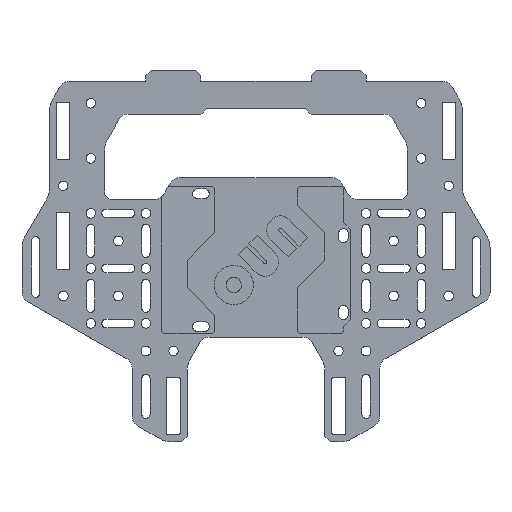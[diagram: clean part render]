
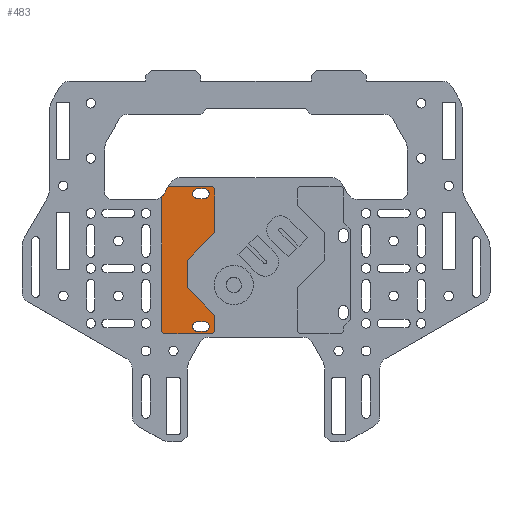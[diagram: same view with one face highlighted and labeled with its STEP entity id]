
A CAD part, top view. The second image highlights one B-rep face of the part: STEP entity #483.
In plain terms, the highlighted planar face has unit normal (0, 0, 1).
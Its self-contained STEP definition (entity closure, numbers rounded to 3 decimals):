
#483=ADVANCED_FACE('',(#1434,#1436,#1438),#1440,.T.);
#1434=FACE_BOUND('',#1435,.T.);
#1435=EDGE_LOOP('',(#4132,#4133,#4134,#4135,#4136,#4137,#4138,#4139,#4140,#4141,
#4142,#4143,#4144));
#1436=FACE_BOUND('',#1437,.T.);
#1437=EDGE_LOOP('',(#4145,#4146,#4147,#4148));
#1438=FACE_BOUND('',#1439,.T.);
#1439=EDGE_LOOP('',(#4149,#4150,#4151,#4152));
#1440=PLANE('',#1441);
#1441=AXIS2_PLACEMENT_3D('',#1442,#1443,#1444);
#1442=CARTESIAN_POINT('',(0.,3.,1.8));
#1443=DIRECTION('',(0.,0.,1.));
#1444=DIRECTION('',(0.,-1.,0.));
#4132=ORIENTED_EDGE('',*,*,#5135,.F.);
#4133=ORIENTED_EDGE('',*,*,#5807,.T.);
#4134=ORIENTED_EDGE('',*,*,#5694,.T.);
#4135=ORIENTED_EDGE('',*,*,#5806,.T.);
#4136=ORIENTED_EDGE('',*,*,#5691,.T.);
#4137=ORIENTED_EDGE('',*,*,#5805,.T.);
#4138=ORIENTED_EDGE('',*,*,#5803,.T.);
#4139=ORIENTED_EDGE('',*,*,#5801,.T.);
#4140=ORIENTED_EDGE('',*,*,#5799,.T.);
#4141=ORIENTED_EDGE('',*,*,#5797,.T.);
#4142=ORIENTED_EDGE('',*,*,#5688,.T.);
#4143=ORIENTED_EDGE('',*,*,#5796,.T.);
#4144=ORIENTED_EDGE('',*,*,#5129,.F.);
#4145=ORIENTED_EDGE('',*,*,#5808,.F.);
#4146=ORIENTED_EDGE('',*,*,#5809,.F.);
#4147=ORIENTED_EDGE('',*,*,#5810,.F.);
#4148=ORIENTED_EDGE('',*,*,#5811,.F.);
#4149=ORIENTED_EDGE('',*,*,#5812,.F.);
#4150=ORIENTED_EDGE('',*,*,#5813,.F.);
#4151=ORIENTED_EDGE('',*,*,#5814,.F.);
#4152=ORIENTED_EDGE('',*,*,#5815,.F.);
#5129=EDGE_CURVE('',#6037,#6038,#6039,.T.);
#5135=EDGE_CURVE('',#6049,#6037,#6050,.F.);
#5688=EDGE_CURVE('',#7147,#7145,#7148,.F.);
#5691=EDGE_CURVE('',#7152,#7150,#7153,.F.);
#5694=EDGE_CURVE('',#7157,#7155,#7158,.F.);
#5796=EDGE_CURVE('',#7145,#6038,#7308,.T.);
#5797=EDGE_CURVE('',#7309,#7147,#7310,.T.);
#5799=EDGE_CURVE('',#7312,#7309,#7313,.T.);
#5801=EDGE_CURVE('',#7315,#7312,#7316,.T.);
#5803=EDGE_CURVE('',#7318,#7315,#7319,.T.);
#5805=EDGE_CURVE('',#7150,#7318,#7321,.T.);
#5806=EDGE_CURVE('',#7155,#7152,#7322,.T.);
#5807=EDGE_CURVE('',#6049,#7157,#7323,.T.);
#5808=EDGE_CURVE('',#7324,#7325,#7326,.F.);
#5809=EDGE_CURVE('',#7327,#7324,#7328,.T.);
#5810=EDGE_CURVE('',#7329,#7327,#7330,.F.);
#5811=EDGE_CURVE('',#7325,#7329,#7331,.T.);
#5812=EDGE_CURVE('',#7332,#7333,#7334,.F.);
#5813=EDGE_CURVE('',#7335,#7332,#7336,.T.);
#5814=EDGE_CURVE('',#7337,#7335,#7338,.F.);
#5815=EDGE_CURVE('',#7333,#7337,#7339,.T.);
#6037=VERTEX_POINT('',#7569);
#6038=VERTEX_POINT('',#7570);
#6039=LINE('',#7571,#7572);
#6049=VERTEX_POINT('',#7593);
#6050=CIRCLE('',#7594,4.);
#7145=VERTEX_POINT('',#10034);
#7147=VERTEX_POINT('',#10038);
#7148=LINE('',#10039,#10040);
#7150=VERTEX_POINT('',#10045);
#7152=VERTEX_POINT('',#10049);
#7153=LINE('',#10050,#10051);
#7155=VERTEX_POINT('',#10056);
#7157=VERTEX_POINT('',#10060);
#7158=LINE('',#10061,#10062);
#7308=LINE('',#10415,#10416);
#7309=VERTEX_POINT('',#10418);
#7310=LINE('',#10419,#10420);
#7312=VERTEX_POINT('',#10425);
#7313=LINE('',#10426,#10427);
#7315=VERTEX_POINT('',#10432);
#7316=LINE('',#10433,#10434);
#7318=VERTEX_POINT('',#10439);
#7319=LINE('',#10440,#10441);
#7321=LINE('',#10446,#10447);
#7322=LINE('',#10449,#10450);
#7323=LINE('',#10452,#10453);
#7324=VERTEX_POINT('',#10455);
#7325=VERTEX_POINT('',#10456);
#7326=LINE('',#10457,#10458);
#7327=VERTEX_POINT('',#10460);
#7328=CIRCLE('',#10461,1.75);
#7329=VERTEX_POINT('',#10465);
#7330=LINE('',#10466,#10467);
#7331=CIRCLE('',#10469,1.75);
#7332=VERTEX_POINT('',#10473);
#7333=VERTEX_POINT('',#10474);
#7334=LINE('',#10475,#10476);
#7335=VERTEX_POINT('',#10478);
#7336=CIRCLE('',#10479,1.75);
#7337=VERTEX_POINT('',#10483);
#7338=LINE('',#10484,#10485);
#7339=CIRCLE('',#10487,1.75);
#7569=CARTESIAN_POINT('',(-33.464,27.,1.8));
#7570=CARTESIAN_POINT('',(-31.923,29.67,1.8));
#7571=CARTESIAN_POINT('',(-33.464,27.,1.8));
#7572=VECTOR('',#7573,1.);
#7573=DIRECTION('',(0.5,0.866,0.));
#7593=CARTESIAN_POINT('',(-34.29,25.993,1.8));
#7594=AXIS2_PLACEMENT_3D('',#7595,#7596,#7597);
#7595=CARTESIAN_POINT('',(-36.928,29.,1.8));
#7596=DIRECTION('',(0.,0.,-1.));
#7597=DIRECTION('',(0.866,-0.5,0.));
#10034=CARTESIAN_POINT('',(-15.8,29.67,1.8));
#10038=CARTESIAN_POINT('',(-15.,28.87,1.8));
#10039=CARTESIAN_POINT('',(-15.8,29.67,1.8));
#10040=VECTOR('',#10041,1.);
#10041=DIRECTION('',(0.707,-0.707,0.));
#10045=CARTESIAN_POINT('',(-15.,-22.87,1.8));
#10049=CARTESIAN_POINT('',(-15.8,-23.67,1.8));
#10050=CARTESIAN_POINT('',(-15.,-22.87,1.8));
#10051=VECTOR('',#10052,1.);
#10052=DIRECTION('',(-0.707,-0.707,0.));
#10056=CARTESIAN_POINT('',(-33.49,-23.67,1.8));
#10060=CARTESIAN_POINT('',(-34.29,-22.87,1.8));
#10061=CARTESIAN_POINT('',(-33.49,-23.67,1.8));
#10062=VECTOR('',#10063,1.);
#10063=DIRECTION('',(-0.707,0.707,0.));
#10415=CARTESIAN_POINT('',(-15.8,29.67,1.8));
#10416=VECTOR('',#10417,1.);
#10417=DIRECTION('',(-1.,0.,0.));
#10418=CARTESIAN_POINT('',(-15.,13.,1.8));
#10419=CARTESIAN_POINT('',(-15.,13.,1.8));
#10420=VECTOR('',#10421,1.);
#10421=DIRECTION('',(0.,1.,0.));
#10425=CARTESIAN_POINT('',(-25.,3.,1.8));
#10426=CARTESIAN_POINT('',(-25.,3.,1.8));
#10427=VECTOR('',#10428,1.);
#10428=DIRECTION('',(0.707,0.707,0.));
#10432=CARTESIAN_POINT('',(-25.,-7.,1.8));
#10433=CARTESIAN_POINT('',(-25.,-7.,1.8));
#10434=VECTOR('',#10435,1.);
#10435=DIRECTION('',(0.,1.,0.));
#10439=CARTESIAN_POINT('',(-15.,-17.,1.8));
#10440=CARTESIAN_POINT('',(-15.,-17.,1.8));
#10441=VECTOR('',#10442,1.);
#10442=DIRECTION('',(-0.707,0.707,0.));
#10446=CARTESIAN_POINT('',(-15.,-22.87,1.8));
#10447=VECTOR('',#10448,1.);
#10448=DIRECTION('',(0.,1.,0.));
#10449=CARTESIAN_POINT('',(-33.49,-23.67,1.8));
#10450=VECTOR('',#10451,1.);
#10451=DIRECTION('',(1.,0.,0.));
#10452=CARTESIAN_POINT('',(-34.29,25.993,1.8));
#10453=VECTOR('',#10454,1.);
#10454=DIRECTION('',(0.,-1.,0.));
#10455=CARTESIAN_POINT('',(-18.75,-19.38,1.8));
#10456=CARTESIAN_POINT('',(-21.25,-19.38,1.8));
#10457=CARTESIAN_POINT('',(-21.25,-19.38,1.8));
#10458=VECTOR('',#10459,1.);
#10459=DIRECTION('',(1.,0.,0.));
#10460=CARTESIAN_POINT('',(-18.75,-22.88,1.8));
#10461=AXIS2_PLACEMENT_3D('',#10462,#10463,#10464);
#10462=CARTESIAN_POINT('',(-18.75,-21.13,1.8));
#10463=DIRECTION('',(0.,0.,1.));
#10464=DIRECTION('',(0.,-1.,0.));
#10465=CARTESIAN_POINT('',(-21.25,-22.88,1.8));
#10466=CARTESIAN_POINT('',(-18.75,-22.88,1.8));
#10467=VECTOR('',#10468,1.);
#10468=DIRECTION('',(-1.,0.,0.));
#10469=AXIS2_PLACEMENT_3D('',#10470,#10471,#10472);
#10470=CARTESIAN_POINT('',(-21.25,-21.13,1.8));
#10471=DIRECTION('',(0.,0.,1.));
#10472=DIRECTION('',(0.,1.,0.));
#10473=CARTESIAN_POINT('',(-18.75,28.88,1.8));
#10474=CARTESIAN_POINT('',(-21.25,28.88,1.8));
#10475=CARTESIAN_POINT('',(-21.25,28.88,1.8));
#10476=VECTOR('',#10477,1.);
#10477=DIRECTION('',(1.,0.,0.));
#10478=CARTESIAN_POINT('',(-18.75,25.38,1.8));
#10479=AXIS2_PLACEMENT_3D('',#10480,#10481,#10482);
#10480=CARTESIAN_POINT('',(-18.75,27.13,1.8));
#10481=DIRECTION('',(0.,0.,1.));
#10482=DIRECTION('',(0.,-1.,0.));
#10483=CARTESIAN_POINT('',(-21.25,25.38,1.8));
#10484=CARTESIAN_POINT('',(-18.75,25.38,1.8));
#10485=VECTOR('',#10486,1.);
#10486=DIRECTION('',(-1.,0.,0.));
#10487=AXIS2_PLACEMENT_3D('',#10488,#10489,#10490);
#10488=CARTESIAN_POINT('',(-21.25,27.13,1.8));
#10489=DIRECTION('',(0.,0.,1.));
#10490=DIRECTION('',(0.,1.,0.));
